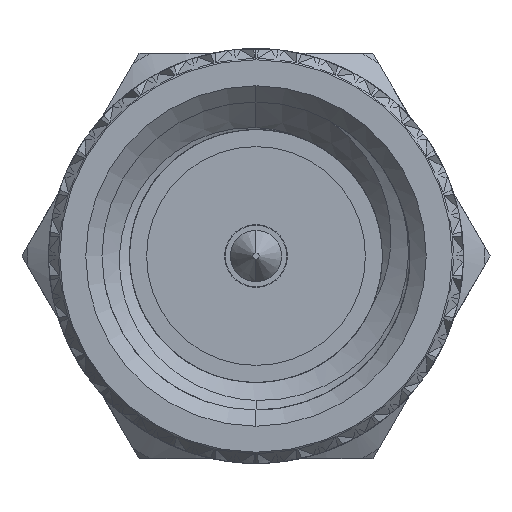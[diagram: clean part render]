
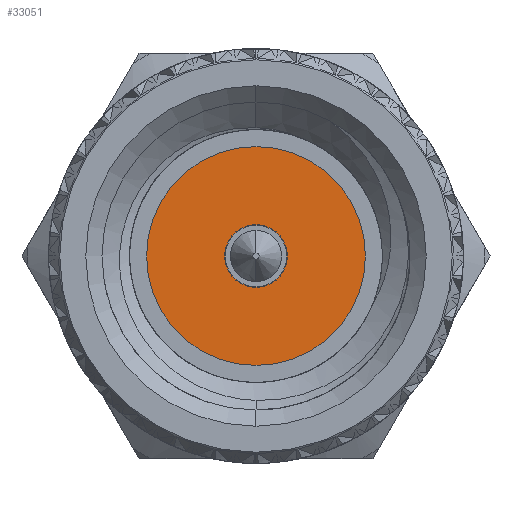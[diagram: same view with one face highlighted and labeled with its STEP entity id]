
A CAD part, left-side view. The second image highlights one B-rep face of the part: STEP entity #33051.
In plain terms, the highlighted planar face has unit normal (-1, 0, 0).
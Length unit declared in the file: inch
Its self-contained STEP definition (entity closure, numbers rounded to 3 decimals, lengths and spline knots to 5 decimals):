
#1680 = ORIENTED_EDGE ( 'NONE', *, *, #82170, .T. ) ;
#2420 = DIRECTION ( 'NONE',  ( 0., 0., 1. ) ) ;
#5067 = EDGE_CURVE ( 'NONE', #13698, #11762, #44003, .T. ) ;
#10146 = DIRECTION ( 'NONE',  ( -1., 0., 0. ) ) ;
#10399 = FACE_BOUND ( 'NONE', #50171, .T. ) ;
#10863 = CARTESIAN_POINT ( 'NONE',  ( 0.11, 0., 0. ) ) ;
#10994 = AXIS2_PLACEMENT_3D ( 'NONE', #60811, #89361, #81875 ) ;
#11326 = FACE_OUTER_BOUND ( 'NONE', #41185, .T. ) ;
#11762 = VERTEX_POINT ( 'NONE', #40329 ) ;
#13698 = VERTEX_POINT ( 'NONE', #87270 ) ;
#14941 = DIRECTION ( 'NONE',  ( -1., 0., 0. ) ) ;
#20791 = DIRECTION ( 'NONE',  ( 0., 0., 1. ) ) ;
#20868 = CIRCLE ( 'NONE', #61361, 0.019 ) ;
#27143 = AXIS2_PLACEMENT_3D ( 'NONE', #10863, #60658, #2420 ) ;
#30522 = AXIS2_PLACEMENT_3D ( 'NONE', #78758, #14941, #92824 ) ;
#30873 = ORIENTED_EDGE ( 'NONE', *, *, #47597, .F. ) ;
#32323 = VERTEX_POINT ( 'NONE', #38113 ) ;
#32513 = ORIENTED_EDGE ( 'NONE', *, *, #88523, .T. ) ;
#33051 = ADVANCED_FACE ( 'NONE', ( #10399, #11326 ), #67675, .T. ) ;
#36274 = CARTESIAN_POINT ( 'NONE',  ( 0.11, 0., -0.0675 ) ) ;
#36703 = DIRECTION ( 'NONE',  ( -1., 0., 0. ) ) ;
#38113 = CARTESIAN_POINT ( 'NONE',  ( 0.11, 0., 0.0675 ) ) ;
#40329 = CARTESIAN_POINT ( 'NONE',  ( 0.11, 0., -0.019 ) ) ;
#41185 = EDGE_LOOP ( 'NONE', ( #1680, #32513 ) ) ;
#44003 = CIRCLE ( 'NONE', #30522, 0.019 ) ;
#46893 = AXIS2_PLACEMENT_3D ( 'NONE', #89869, #10146, #69270 ) ;
#47597 = EDGE_CURVE ( 'NONE', #11762, #13698, #20868, .T. ) ;
#47808 = ORIENTED_EDGE ( 'NONE', *, *, #5067, .F. ) ;
#49884 = CARTESIAN_POINT ( 'NONE',  ( 0.11, 0., 0. ) ) ;
#49930 = CIRCLE ( 'NONE', #10994, 0.0675 ) ;
#50171 = EDGE_LOOP ( 'NONE', ( #47808, #30873 ) ) ;
#60658 = DIRECTION ( 'NONE',  ( -1., 0., 0. ) ) ;
#60811 = CARTESIAN_POINT ( 'NONE',  ( 0.11, 0., 0. ) ) ;
#61361 = AXIS2_PLACEMENT_3D ( 'NONE', #49884, #36703, #20791 ) ;
#67675 = PLANE ( 'NONE',  #27143 ) ;
#69270 = DIRECTION ( 'NONE',  ( 0., 0., 1. ) ) ;
#77283 = VERTEX_POINT ( 'NONE', #36274 ) ;
#78758 = CARTESIAN_POINT ( 'NONE',  ( 0.11, 0., 0. ) ) ;
#81875 = DIRECTION ( 'NONE',  ( 0., 0., 1. ) ) ;
#82170 = EDGE_CURVE ( 'NONE', #77283, #32323, #85728, .T. ) ;
#85728 = CIRCLE ( 'NONE', #46893, 0.0675 ) ;
#87270 = CARTESIAN_POINT ( 'NONE',  ( 0.11, 0., 0.019 ) ) ;
#88523 = EDGE_CURVE ( 'NONE', #32323, #77283, #49930, .T. ) ;
#89361 = DIRECTION ( 'NONE',  ( -1., 0., 0. ) ) ;
#89869 = CARTESIAN_POINT ( 'NONE',  ( 0.11, 0., 0. ) ) ;
#92824 = DIRECTION ( 'NONE',  ( 0., 0., 1. ) ) ;
